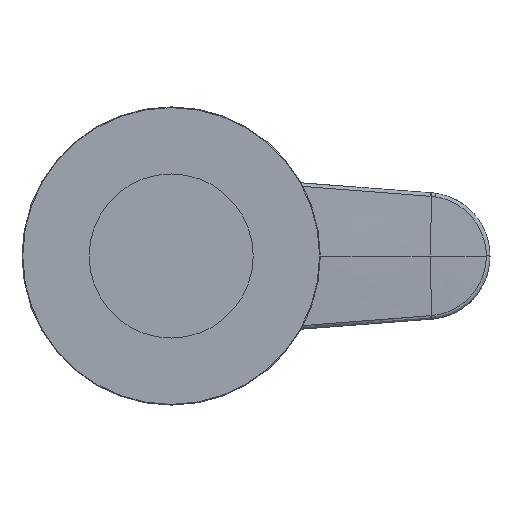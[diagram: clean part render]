
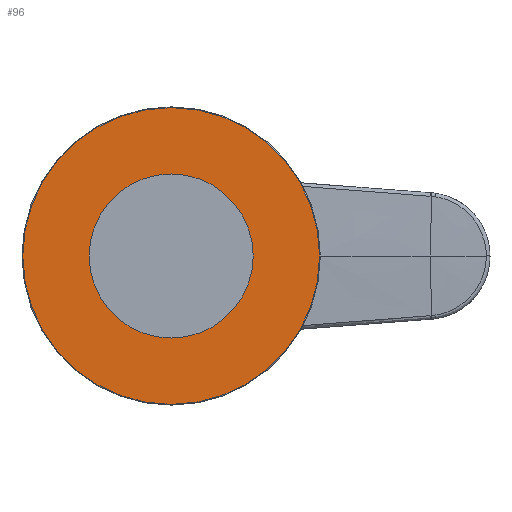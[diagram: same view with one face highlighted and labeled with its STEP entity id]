
A CAD part, left-side view. The second image highlights one B-rep face of the part: STEP entity #96.
In plain terms, the highlighted planar face has unit normal (-1, 0, 0).
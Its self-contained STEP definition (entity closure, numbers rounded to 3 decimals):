
#1=CARTESIAN_POINT('',(0.,0.,0.));
#2=DIRECTION('',(-1.,0.,0.));
#3=DIRECTION('',(0.,-1.,0.));
#4=AXIS2_PLACEMENT_3D('',#1,#2,#3);
#6=CARTESIAN_POINT('',(0.,0.,0.));
#7=DIRECTION('',(-1.,0.,0.));
#8=DIRECTION('',(0.,1.,0.));
#9=AXIS2_PLACEMENT_3D('',#6,#7,#8);
#81=CARTESIAN_POINT('',(0.,-39.8,0.));
#82=CARTESIAN_POINT('',(0.,39.8,0.));
#83=VERTEX_POINT('',#81);
#84=VERTEX_POINT('',#82);
#85=CARTESIAN_POINT('',(0.,0.,0.));
#86=DIRECTION('',(-1.,0.,0.));
#87=DIRECTION('',(0.,1.,0.));
#88=AXIS2_PLACEMENT_3D('',#85,#86,#87);
#89=PLANE('',#88);
#91=ORIENTED_EDGE('',*,*,#90,.F.);
#93=ORIENTED_EDGE('',*,*,#92,.F.);
#94=EDGE_LOOP('',(#91,#93));
#95=FACE_OUTER_BOUND('',#94,.F.);
#96=ADVANCED_FACE('',(#95),#89,.T.);
#5=CIRCLE('',#4,39.8);
#10=CIRCLE('',#9,39.8);
#90=EDGE_CURVE('',#83,#84,#5,.T.);
#92=EDGE_CURVE('',#84,#83,#10,.T.);
